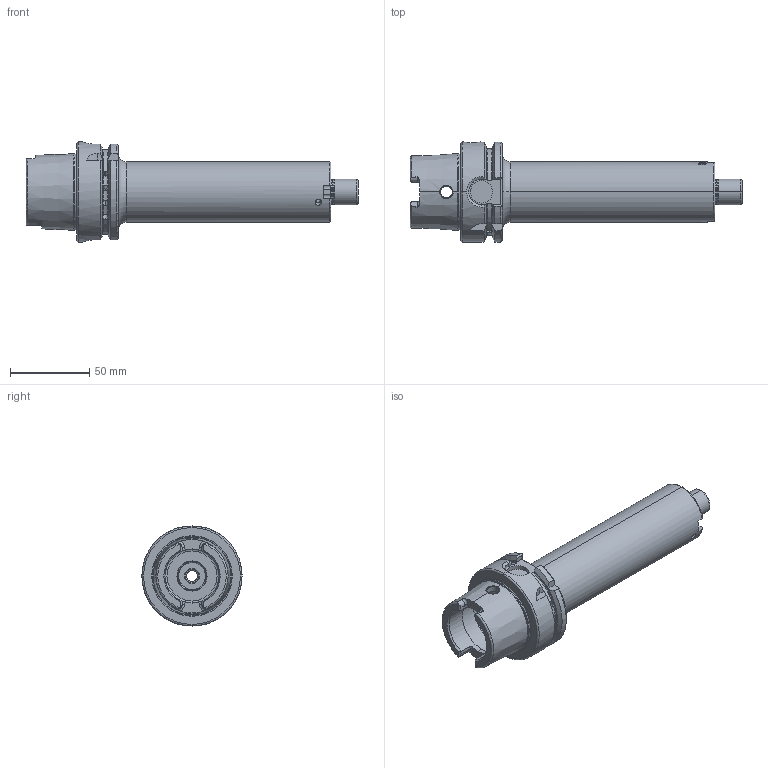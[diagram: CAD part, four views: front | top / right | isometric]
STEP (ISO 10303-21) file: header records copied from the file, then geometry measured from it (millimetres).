
FILE_DESCRIPTION (( 'STEP AP203' ), '1' );
FILE_NAME ('A63.11.16.2.STEP', '2016-10-17T05:41:04', ( '' ), ( '' ), 'SwSTEP 2.0', 'SolidWorks 2012', '' );
FILE_SCHEMA (( 'CONFIG_CONTROL_DESIGN' ));
Length unit declared in the file: millimetre
Products named in the file (1): A63.11.16.2
Bounding box: 209 x 63 x 63 mm (x, y, z)
Volume: 227531.5 mm3; surface area: 44961.1 mm2
Topology: 1 solids, 1 shells, 381 faces, 1051 edges, 660 vertices
Faces by surface type: cylinder 189, plane 72, cone 58, torus 40, bspline 22
Entity records: 28240 total; most frequent: CARTESIAN_POINT 19523, ORIENTED_EDGE 2066, DIRECTION 1560, EDGE_CURVE 1033, VERTEX_POINT 660, AXIS2_PLACEMENT_3D 610, EDGE_LOOP 401, ADVANCED_FACE 381
